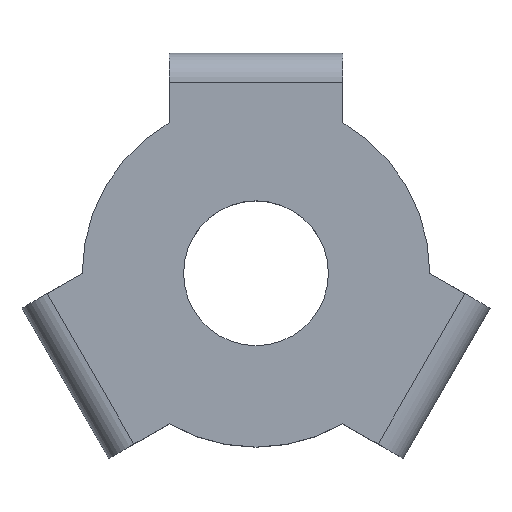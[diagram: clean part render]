
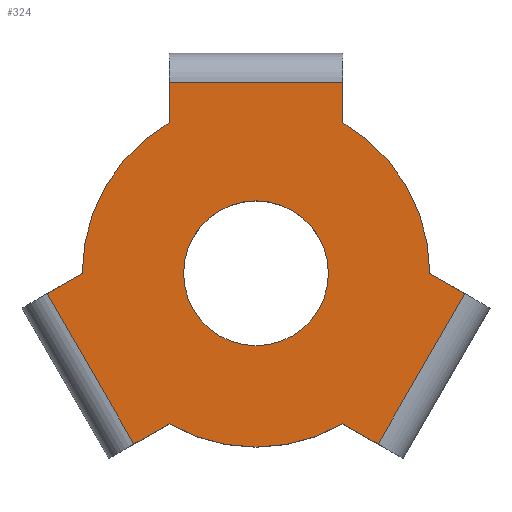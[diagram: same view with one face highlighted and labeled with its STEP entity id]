
A CAD part, top view. The second image highlights one B-rep face of the part: STEP entity #324.
In plain terms, the highlighted planar face has unit normal (0, 0, 1).
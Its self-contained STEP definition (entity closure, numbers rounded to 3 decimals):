
#57=CARTESIAN_POINT('Axis2P3D Location',(0.,0.,15.)) ;
#61=CARTESIAN_POINT('Vertex',(12.5,0.,15.)) ;
#63=CARTESIAN_POINT('Vertex',(-12.5,0.,15.)) ;
#92=CARTESIAN_POINT('Axis2P3D Location',(0.,0.,15.)) ;
#217=CARTESIAN_POINT('Axis2P3D Location',(0.,0.,15.)) ;
#222=CARTESIAN_POINT('Line Origine',(-18.031,-27.731,15.)) ;
#226=CARTESIAN_POINT('Vertex',(-21.062,-29.481,15.)) ;
#228=CARTESIAN_POINT('Vertex',(-15.,-25.981,15.)) ;
#231=CARTESIAN_POINT('Axis2P3D Location',(0.,0.,15.)) ;
#235=CARTESIAN_POINT('Vertex',(15.,-25.981,15.)) ;
#238=CARTESIAN_POINT('Line Origine',(18.031,-27.731,15.)) ;
#242=CARTESIAN_POINT('Vertex',(21.062,-29.481,15.)) ;
#245=CARTESIAN_POINT('Line Origine',(28.562,-16.49,15.)) ;
#249=CARTESIAN_POINT('Vertex',(36.062,-3.5,15.)) ;
#252=CARTESIAN_POINT('Line Origine',(33.031,-1.75,15.)) ;
#256=CARTESIAN_POINT('Vertex',(30.,0.,15.)) ;
#259=CARTESIAN_POINT('Axis2P3D Location',(0.,0.,15.)) ;
#263=CARTESIAN_POINT('Vertex',(15.,25.981,15.)) ;
#266=CARTESIAN_POINT('Line Origine',(15.,29.481,15.)) ;
#270=CARTESIAN_POINT('Vertex',(15.,32.981,15.)) ;
#273=CARTESIAN_POINT('Line Origine',(0.,32.981,15.)) ;
#277=CARTESIAN_POINT('Vertex',(-15.,32.981,15.)) ;
#280=CARTESIAN_POINT('Line Origine',(-15.,29.481,15.)) ;
#284=CARTESIAN_POINT('Vertex',(-15.,25.981,15.)) ;
#287=CARTESIAN_POINT('Axis2P3D Location',(0.,0.,15.)) ;
#291=CARTESIAN_POINT('Vertex',(-30.,0.,15.)) ;
#294=CARTESIAN_POINT('Line Origine',(-33.031,-1.75,15.)) ;
#298=CARTESIAN_POINT('Vertex',(-36.062,-3.5,15.)) ;
#301=CARTESIAN_POINT('Line Origine',(-28.562,-16.49,15.)) ;
#58=DIRECTION('Axis2P3D Direction',(0.,0.,-1.)) ;
#93=DIRECTION('Axis2P3D Direction',(0.,0.,-1.)) ;
#218=DIRECTION('Axis2P3D Direction',(0.,0.,1.)) ;
#219=DIRECTION('Axis2P3D XDirection',(1.,0.,0.)) ;
#223=DIRECTION('Vector Direction',(-0.866,-0.5,0.)) ;
#232=DIRECTION('Axis2P3D Direction',(0.,0.,1.)) ;
#239=DIRECTION('Vector Direction',(-0.866,0.5,0.)) ;
#246=DIRECTION('Vector Direction',(-0.5,-0.866,0.)) ;
#253=DIRECTION('Vector Direction',(0.866,-0.5,0.)) ;
#260=DIRECTION('Axis2P3D Direction',(0.,0.,1.)) ;
#267=DIRECTION('Vector Direction',(0.,-1.,0.)) ;
#274=DIRECTION('Vector Direction',(1.,0.,0.)) ;
#281=DIRECTION('Vector Direction',(0.,1.,0.)) ;
#288=DIRECTION('Axis2P3D Direction',(0.,0.,1.)) ;
#295=DIRECTION('Vector Direction',(0.866,0.5,0.)) ;
#302=DIRECTION('Vector Direction',(-0.5,0.866,0.)) ;
#59=AXIS2_PLACEMENT_3D('Circle Axis2P3D',#57,#58,$) ;
#94=AXIS2_PLACEMENT_3D('Circle Axis2P3D',#92,#93,$) ;
#220=AXIS2_PLACEMENT_3D('Plane Axis2P3D',#217,#218,#219) ;
#233=AXIS2_PLACEMENT_3D('Circle Axis2P3D',#231,#232,$) ;
#261=AXIS2_PLACEMENT_3D('Circle Axis2P3D',#259,#260,$) ;
#289=AXIS2_PLACEMENT_3D('Circle Axis2P3D',#287,#288,$) ;
#307=ORIENTED_EDGE('',*,*,#230,.T.) ;
#308=ORIENTED_EDGE('',*,*,#237,.T.) ;
#309=ORIENTED_EDGE('',*,*,#244,.T.) ;
#310=ORIENTED_EDGE('',*,*,#251,.T.) ;
#311=ORIENTED_EDGE('',*,*,#258,.T.) ;
#312=ORIENTED_EDGE('',*,*,#265,.T.) ;
#313=ORIENTED_EDGE('',*,*,#272,.T.) ;
#314=ORIENTED_EDGE('',*,*,#279,.T.) ;
#315=ORIENTED_EDGE('',*,*,#286,.T.) ;
#316=ORIENTED_EDGE('',*,*,#293,.T.) ;
#317=ORIENTED_EDGE('',*,*,#300,.T.) ;
#318=ORIENTED_EDGE('',*,*,#305,.T.) ;
#321=ORIENTED_EDGE('',*,*,#96,.F.) ;
#322=ORIENTED_EDGE('',*,*,#65,.F.) ;
#323=FACE_BOUND('',#320,.T.) ;
#224=VECTOR('Line Direction',#223,1.) ;
#240=VECTOR('Line Direction',#239,1.) ;
#247=VECTOR('Line Direction',#246,1.) ;
#254=VECTOR('Line Direction',#253,1.) ;
#268=VECTOR('Line Direction',#267,1.) ;
#275=VECTOR('Line Direction',#274,1.) ;
#282=VECTOR('Line Direction',#281,1.) ;
#296=VECTOR('Line Direction',#295,1.) ;
#303=VECTOR('Line Direction',#302,1.) ;
#324=ADVANCED_FACE('PartBody',(#319,#323),#221,.T.) ;
#60=CIRCLE('generated circle',#59,12.5) ;
#95=CIRCLE('generated circle',#94,12.5) ;
#234=CIRCLE('generated circle',#233,30.) ;
#262=CIRCLE('generated circle',#261,30.) ;
#290=CIRCLE('generated circle',#289,30.) ;
#65=EDGE_CURVE('',#62,#64,#60,.F.) ;
#96=EDGE_CURVE('',#64,#62,#95,.F.) ;
#230=EDGE_CURVE('',#227,#229,#225,.F.) ;
#237=EDGE_CURVE('',#229,#236,#234,.T.) ;
#244=EDGE_CURVE('',#236,#243,#241,.F.) ;
#251=EDGE_CURVE('',#243,#250,#248,.F.) ;
#258=EDGE_CURVE('',#250,#257,#255,.F.) ;
#265=EDGE_CURVE('',#257,#264,#262,.T.) ;
#272=EDGE_CURVE('',#264,#271,#269,.F.) ;
#279=EDGE_CURVE('',#271,#278,#276,.F.) ;
#286=EDGE_CURVE('',#278,#285,#283,.F.) ;
#293=EDGE_CURVE('',#285,#292,#290,.T.) ;
#300=EDGE_CURVE('',#292,#299,#297,.F.) ;
#305=EDGE_CURVE('',#299,#227,#304,.F.) ;
#306=EDGE_LOOP('',(#307,#308,#309,#310,#311,#312,#313,#314,#315,#316,#317,#318)) ;
#320=EDGE_LOOP('',(#321,#322)) ;
#319=FACE_OUTER_BOUND('',#306,.T.) ;
#225=LINE('Line',#222,#224) ;
#241=LINE('Line',#238,#240) ;
#248=LINE('Line',#245,#247) ;
#255=LINE('Line',#252,#254) ;
#269=LINE('Line',#266,#268) ;
#276=LINE('Line',#273,#275) ;
#283=LINE('Line',#280,#282) ;
#297=LINE('Line',#294,#296) ;
#304=LINE('Line',#301,#303) ;
#221=PLANE('Plane',#220) ;
#62=VERTEX_POINT('',#61) ;
#64=VERTEX_POINT('',#63) ;
#227=VERTEX_POINT('',#226) ;
#229=VERTEX_POINT('',#228) ;
#236=VERTEX_POINT('',#235) ;
#243=VERTEX_POINT('',#242) ;
#250=VERTEX_POINT('',#249) ;
#257=VERTEX_POINT('',#256) ;
#264=VERTEX_POINT('',#263) ;
#271=VERTEX_POINT('',#270) ;
#278=VERTEX_POINT('',#277) ;
#285=VERTEX_POINT('',#284) ;
#292=VERTEX_POINT('',#291) ;
#299=VERTEX_POINT('',#298) ;
